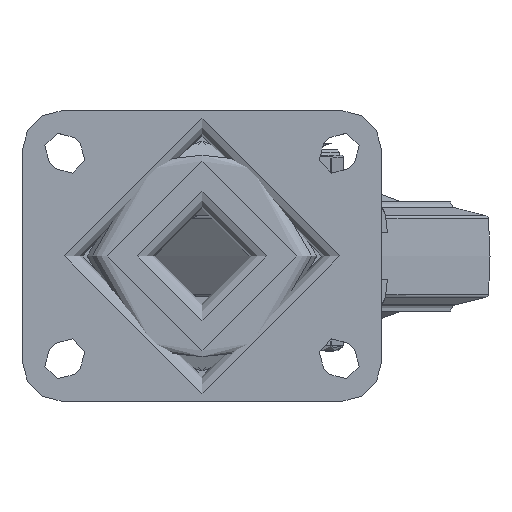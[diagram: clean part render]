
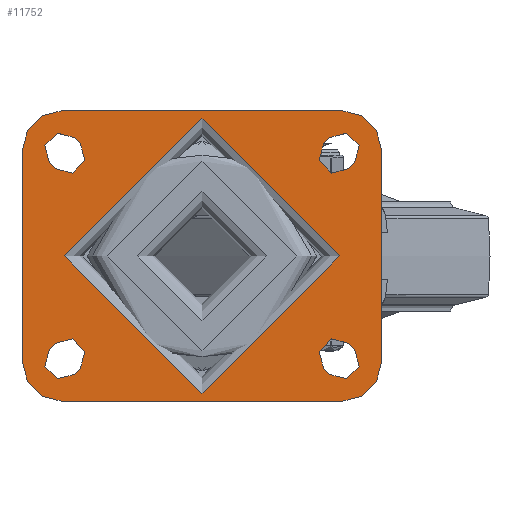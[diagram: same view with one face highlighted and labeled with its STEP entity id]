
A CAD part, top view. The second image highlights one B-rep face of the part: STEP entity #11752.
In plain terms, the highlighted planar face has unit normal (0, 0, 1).
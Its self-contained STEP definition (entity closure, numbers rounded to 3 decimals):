
#1138=FACE_BOUND('',#4330,.T.);
#1139=FACE_BOUND('',#4331,.T.);
#1140=FACE_BOUND('',#4332,.T.);
#1141=FACE_BOUND('',#4333,.T.);
#1142=FACE_BOUND('',#4334,.T.);
#1331=PLANE('',#12834);
#2012=LINE('',#21365,#2740);
#2013=LINE('',#21366,#2741);
#2014=LINE('',#21367,#2742);
#2015=LINE('',#21368,#2743);
#2016=LINE('',#21369,#2744);
#2017=LINE('',#21370,#2745);
#2018=LINE('',#21371,#2746);
#2019=LINE('',#21372,#2747);
#2020=LINE('',#21373,#2748);
#2021=LINE('',#21374,#2749);
#2022=LINE('',#21375,#2750);
#2023=LINE('',#21376,#2751);
#2740=VECTOR('',#14902,1000.);
#2741=VECTOR('',#14903,1000.);
#2742=VECTOR('',#14904,1000.);
#2743=VECTOR('',#14905,1000.);
#2744=VECTOR('',#14906,1000.);
#2745=VECTOR('',#14907,1000.);
#2746=VECTOR('',#14908,1000.);
#2747=VECTOR('',#14909,1000.);
#2748=VECTOR('',#14910,1000.);
#2749=VECTOR('',#14911,1000.);
#2750=VECTOR('',#14912,1000.);
#2751=VECTOR('',#14913,1000.);
#3507=FACE_OUTER_BOUND('',#4329,.T.);
#4329=EDGE_LOOP('',(#9850,#9851,#9852,#9853,#9854,#9855,#9856,#9857));
#4330=EDGE_LOOP('',(#9858));
#4331=EDGE_LOOP('',(#9859,#9860,#9861,#9862));
#4332=EDGE_LOOP('',(#9863,#9864,#9865,#9866));
#4333=EDGE_LOOP('',(#9867,#9868,#9869,#9870));
#4334=EDGE_LOOP('',(#9871,#9872,#9873,#9874));
#4898=CIRCLE('',#12758,5.125);
#4899=CIRCLE('',#12760,5.125);
#4902=CIRCLE('',#12764,5.125);
#4903=CIRCLE('',#12766,5.125);
#4905=CIRCLE('',#12769,5.125);
#4908=CIRCLE('',#12773,5.125);
#4909=CIRCLE('',#12775,5.125);
#4912=CIRCLE('',#12779,5.125);
#4913=CIRCLE('',#12781,12.);
#4915=CIRCLE('',#12784,12.);
#4917=CIRCLE('',#12787,12.);
#4919=CIRCLE('',#12790,12.);
#4922=CIRCLE('',#12795,40.);
#5747=VERTEX_POINT('',#21194);
#5748=VERTEX_POINT('',#21196);
#5749=VERTEX_POINT('',#21200);
#5750=VERTEX_POINT('',#21201);
#5755=VERTEX_POINT('',#21212);
#5756=VERTEX_POINT('',#21214);
#5757=VERTEX_POINT('',#21218);
#5758=VERTEX_POINT('',#21219);
#5761=VERTEX_POINT('',#21227);
#5762=VERTEX_POINT('',#21228);
#5767=VERTEX_POINT('',#21239);
#5768=VERTEX_POINT('',#21241);
#5769=VERTEX_POINT('',#21245);
#5770=VERTEX_POINT('',#21246);
#5775=VERTEX_POINT('',#21257);
#5776=VERTEX_POINT('',#21259);
#5777=VERTEX_POINT('',#21263);
#5778=VERTEX_POINT('',#21264);
#5781=VERTEX_POINT('',#21272);
#5782=VERTEX_POINT('',#21273);
#5785=VERTEX_POINT('',#21281);
#5786=VERTEX_POINT('',#21282);
#5789=VERTEX_POINT('',#21290);
#5790=VERTEX_POINT('',#21291);
#5794=VERTEX_POINT('',#21303);
#7147=EDGE_CURVE('',#5748,#5747,#4898,.T.);
#7149=EDGE_CURVE('',#5749,#5750,#4899,.T.);
#7155=EDGE_CURVE('',#5756,#5755,#4902,.T.);
#7157=EDGE_CURVE('',#5757,#5758,#4903,.T.);
#7161=EDGE_CURVE('',#5761,#5762,#4905,.T.);
#7167=EDGE_CURVE('',#5768,#5767,#4908,.T.);
#7169=EDGE_CURVE('',#5769,#5770,#4909,.T.);
#7175=EDGE_CURVE('',#5776,#5775,#4912,.T.);
#7177=EDGE_CURVE('',#5777,#5778,#4913,.T.);
#7181=EDGE_CURVE('',#5781,#5782,#4915,.T.);
#7185=EDGE_CURVE('',#5785,#5786,#4917,.T.);
#7189=EDGE_CURVE('',#5789,#5790,#4919,.T.);
#7195=EDGE_CURVE('',#5794,#5794,#4922,.T.);
#7224=EDGE_CURVE('',#5786,#5789,#2012,.T.);
#7225=EDGE_CURVE('',#5782,#5785,#2013,.T.);
#7226=EDGE_CURVE('',#5778,#5781,#2014,.T.);
#7227=EDGE_CURVE('',#5790,#5777,#2015,.T.);
#7228=EDGE_CURVE('',#5770,#5776,#2016,.T.);
#7229=EDGE_CURVE('',#5775,#5769,#2017,.T.);
#7230=EDGE_CURVE('',#5762,#5768,#2018,.T.);
#7231=EDGE_CURVE('',#5767,#5761,#2019,.T.);
#7232=EDGE_CURVE('',#5755,#5757,#2020,.T.);
#7233=EDGE_CURVE('',#5758,#5756,#2021,.T.);
#7234=EDGE_CURVE('',#5747,#5749,#2022,.T.);
#7235=EDGE_CURVE('',#5750,#5748,#2023,.T.);
#9850=ORIENTED_EDGE('',*,*,#7189,.F.);
#9851=ORIENTED_EDGE('',*,*,#7224,.F.);
#9852=ORIENTED_EDGE('',*,*,#7185,.F.);
#9853=ORIENTED_EDGE('',*,*,#7225,.F.);
#9854=ORIENTED_EDGE('',*,*,#7181,.F.);
#9855=ORIENTED_EDGE('',*,*,#7226,.F.);
#9856=ORIENTED_EDGE('',*,*,#7177,.F.);
#9857=ORIENTED_EDGE('',*,*,#7227,.F.);
#9858=ORIENTED_EDGE('',*,*,#7195,.F.);
#9859=ORIENTED_EDGE('',*,*,#7228,.T.);
#9860=ORIENTED_EDGE('',*,*,#7175,.T.);
#9861=ORIENTED_EDGE('',*,*,#7229,.T.);
#9862=ORIENTED_EDGE('',*,*,#7169,.T.);
#9863=ORIENTED_EDGE('',*,*,#7230,.T.);
#9864=ORIENTED_EDGE('',*,*,#7167,.T.);
#9865=ORIENTED_EDGE('',*,*,#7231,.T.);
#9866=ORIENTED_EDGE('',*,*,#7161,.T.);
#9867=ORIENTED_EDGE('',*,*,#7232,.T.);
#9868=ORIENTED_EDGE('',*,*,#7157,.T.);
#9869=ORIENTED_EDGE('',*,*,#7233,.T.);
#9870=ORIENTED_EDGE('',*,*,#7155,.T.);
#9871=ORIENTED_EDGE('',*,*,#7234,.T.);
#9872=ORIENTED_EDGE('',*,*,#7149,.T.);
#9873=ORIENTED_EDGE('',*,*,#7235,.T.);
#9874=ORIENTED_EDGE('',*,*,#7147,.T.);
#11752=ADVANCED_FACE('',(#3507,#1138,#1139,#1140,#1141,#1142),#1331,.T.);
#12758=AXIS2_PLACEMENT_3D('',#21197,#14720,#14721);
#12760=AXIS2_PLACEMENT_3D('',#21202,#14725,#14726);
#12764=AXIS2_PLACEMENT_3D('',#21215,#14736,#14737);
#12766=AXIS2_PLACEMENT_3D('',#21220,#14741,#14742);
#12769=AXIS2_PLACEMENT_3D('',#21229,#14749,#14750);
#12773=AXIS2_PLACEMENT_3D('',#21242,#14760,#14761);
#12775=AXIS2_PLACEMENT_3D('',#21247,#14765,#14766);
#12779=AXIS2_PLACEMENT_3D('',#21260,#14776,#14777);
#12781=AXIS2_PLACEMENT_3D('',#21265,#14781,#14782);
#12784=AXIS2_PLACEMENT_3D('',#21274,#14789,#14790);
#12787=AXIS2_PLACEMENT_3D('',#21283,#14797,#14798);
#12790=AXIS2_PLACEMENT_3D('',#21292,#14805,#14806);
#12795=AXIS2_PLACEMENT_3D('',#21304,#14818,#14819);
#12834=AXIS2_PLACEMENT_3D('',#21364,#14900,#14901);
#14720=DIRECTION('center_axis',(0.,0.,-1.));
#14721=DIRECTION('ref_axis',(-1.,0.,0.));
#14725=DIRECTION('center_axis',(0.,0.,-1.));
#14726=DIRECTION('ref_axis',(-1.,0.,0.));
#14736=DIRECTION('center_axis',(0.,0.,-1.));
#14737=DIRECTION('ref_axis',(-1.,0.,0.));
#14741=DIRECTION('center_axis',(0.,0.,-1.));
#14742=DIRECTION('ref_axis',(-1.,0.,0.));
#14749=DIRECTION('center_axis',(0.,0.,-1.));
#14750=DIRECTION('ref_axis',(1.,0.,0.));
#14760=DIRECTION('center_axis',(0.,0.,-1.));
#14761=DIRECTION('ref_axis',(1.,0.,0.));
#14765=DIRECTION('center_axis',(0.,0.,-1.));
#14766=DIRECTION('ref_axis',(1.,0.,0.));
#14776=DIRECTION('center_axis',(0.,0.,-1.));
#14777=DIRECTION('ref_axis',(1.,0.,0.));
#14781=DIRECTION('center_axis',(0.,0.,-1.));
#14782=DIRECTION('ref_axis',(-0.707,0.707,0.));
#14789=DIRECTION('center_axis',(0.,0.,-1.));
#14790=DIRECTION('ref_axis',(0.707,0.707,0.));
#14797=DIRECTION('center_axis',(0.,0.,-1.));
#14798=DIRECTION('ref_axis',(0.707,-0.707,0.));
#14805=DIRECTION('center_axis',(0.,0.,-1.));
#14806=DIRECTION('ref_axis',(-0.707,-0.707,0.));
#14818=DIRECTION('center_axis',(0.,0.,1.));
#14819=DIRECTION('ref_axis',(1.,0.,0.));
#14900=DIRECTION('center_axis',(0.,0.,1.));
#14901=DIRECTION('ref_axis',(1.,0.,0.));
#14902=DIRECTION('',(-1.,0.,0.));
#14903=DIRECTION('',(0.,-1.,0.));
#14904=DIRECTION('',(1.,0.,0.));
#14905=DIRECTION('',(0.,1.,0.));
#14906=DIRECTION('',(-0.707,0.707,0.));
#14907=DIRECTION('',(0.707,-0.707,0.));
#14908=DIRECTION('',(-0.707,-0.707,0.));
#14909=DIRECTION('',(0.707,0.707,0.));
#14910=DIRECTION('',(-0.707,-0.707,0.));
#14911=DIRECTION('',(0.707,0.707,0.));
#14912=DIRECTION('',(-0.707,0.707,0.));
#14913=DIRECTION('',(0.707,-0.707,0.));
#21194=CARTESIAN_POINT('',(37.26,-34.508,0.));
#21196=CARTESIAN_POINT('',(44.508,-27.26,0.));
#21197=CARTESIAN_POINT('Origin',(40.884,-30.884,0.));
#21200=CARTESIAN_POINT('',(35.492,-32.74,0.));
#21201=CARTESIAN_POINT('',(42.74,-25.492,0.));
#21202=CARTESIAN_POINT('Origin',(39.116,-29.116,0.));
#21212=CARTESIAN_POINT('',(44.508,27.26,0.));
#21214=CARTESIAN_POINT('',(37.26,34.508,0.));
#21215=CARTESIAN_POINT('Origin',(40.884,30.884,0.));
#21218=CARTESIAN_POINT('',(42.74,25.492,0.));
#21219=CARTESIAN_POINT('',(35.492,32.74,0.));
#21220=CARTESIAN_POINT('Origin',(39.116,29.116,0.));
#21227=CARTESIAN_POINT('',(-42.74,-25.492,0.));
#21228=CARTESIAN_POINT('',(-35.492,-32.74,0.));
#21229=CARTESIAN_POINT('Origin',(-39.116,-29.116,0.));
#21239=CARTESIAN_POINT('',(-44.508,-27.26,0.));
#21241=CARTESIAN_POINT('',(-37.26,-34.508,0.));
#21242=CARTESIAN_POINT('Origin',(-40.884,-30.884,0.));
#21245=CARTESIAN_POINT('',(-35.492,32.74,0.));
#21246=CARTESIAN_POINT('',(-42.74,25.492,0.));
#21247=CARTESIAN_POINT('Origin',(-39.116,29.116,0.));
#21257=CARTESIAN_POINT('',(-37.26,34.508,0.));
#21259=CARTESIAN_POINT('',(-44.508,27.26,0.));
#21260=CARTESIAN_POINT('Origin',(-40.884,30.884,0.));
#21263=CARTESIAN_POINT('',(-52.5,30.5,0.));
#21264=CARTESIAN_POINT('',(-40.5,42.5,0.));
#21265=CARTESIAN_POINT('Origin',(-40.5,30.5,0.));
#21272=CARTESIAN_POINT('',(40.5,42.5,0.));
#21273=CARTESIAN_POINT('',(52.5,30.5,0.));
#21274=CARTESIAN_POINT('Origin',(40.5,30.5,0.));
#21281=CARTESIAN_POINT('',(52.5,-30.5,0.));
#21282=CARTESIAN_POINT('',(40.5,-42.5,0.));
#21283=CARTESIAN_POINT('Origin',(40.5,-30.5,0.));
#21290=CARTESIAN_POINT('',(-40.5,-42.5,0.));
#21291=CARTESIAN_POINT('',(-52.5,-30.5,0.));
#21292=CARTESIAN_POINT('Origin',(-40.5,-30.5,0.));
#21303=CARTESIAN_POINT('',(40.,0.,0.));
#21304=CARTESIAN_POINT('Origin',(0.,0.,0.));
#21364=CARTESIAN_POINT('Origin',(0.,0.,0.));
#21365=CARTESIAN_POINT('',(52.5,-42.5,0.));
#21366=CARTESIAN_POINT('',(52.5,42.5,0.));
#21367=CARTESIAN_POINT('',(-52.5,42.5,0.));
#21368=CARTESIAN_POINT('',(-52.5,-42.5,0.));
#21369=CARTESIAN_POINT('',(-44.508,27.26,0.));
#21370=CARTESIAN_POINT('',(-37.26,34.508,0.));
#21371=CARTESIAN_POINT('',(-37.26,-34.508,0.));
#21372=CARTESIAN_POINT('',(-44.508,-27.26,0.));
#21373=CARTESIAN_POINT('',(44.508,27.26,0.));
#21374=CARTESIAN_POINT('',(37.26,34.508,0.));
#21375=CARTESIAN_POINT('',(37.26,-34.508,0.));
#21376=CARTESIAN_POINT('',(44.508,-27.26,0.));
